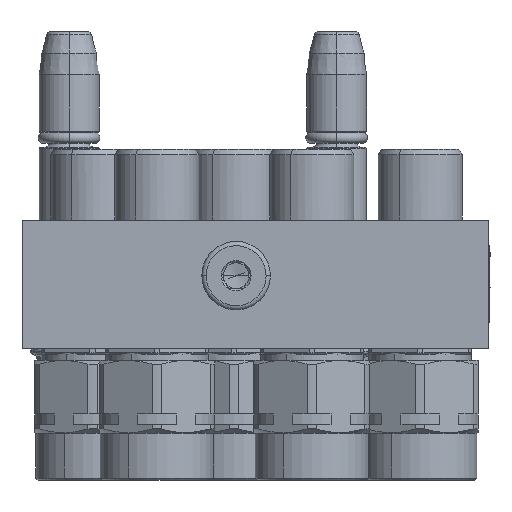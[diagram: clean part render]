
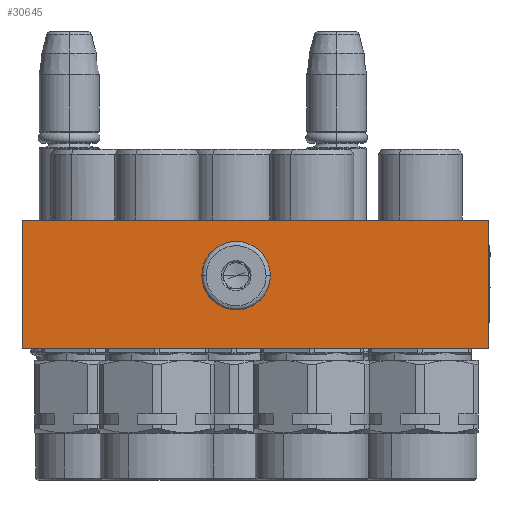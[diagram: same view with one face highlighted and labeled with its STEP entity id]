
A CAD part, front view. The second image highlights one B-rep face of the part: STEP entity #30645.
In plain terms, the highlighted face is planar.
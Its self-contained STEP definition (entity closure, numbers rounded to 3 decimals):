
#316 = CARTESIAN_POINT ( 'NONE',  ( -7.707, 17.175, -50. ) ) ;
#2452 = ORIENTED_EDGE ( 'NONE', *, *, #38084, .T. ) ;
#2465 = FACE_BOUND ( 'NONE', #4050, .T. ) ;
#2638 = ORIENTED_EDGE ( 'NONE', *, *, #4869, .T. ) ;
#2771 = CARTESIAN_POINT ( 'NONE',  ( -0.325, 9.793, -50. ) ) ;
#2856 = CARTESIAN_POINT ( 'NONE',  ( -9.72, 13., -50. ) ) ;
#4050 = EDGE_LOOP ( 'NONE', ( #42220, #2452, #44151 ) ) ;
#4489 = CARTESIAN_POINT ( 'NONE',  ( 0.454, 14.681, -50. ) ) ;
#4869 = EDGE_CURVE ( 'NONE', #5350, #29837, #54892, .T. ) ;
#4893 = CARTESIAN_POINT ( 'NONE',  ( -8.675, 16.207, -50. ) ) ;
#5350 = VERTEX_POINT ( 'NONE', #43305 ) ;
#5844 = DIRECTION ( 'NONE',  ( -1., 0., 0. ) ) ;
#5994 = CARTESIAN_POINT ( 'NONE',  ( 54.5, 0., -50. ) ) ;
#6050 = CARTESIAN_POINT ( 'NONE',  ( 54.5, 0., -50. ) ) ;
#6382 = CARTESIAN_POINT ( 'NONE',  ( -4.5, 7.78, -50. ) ) ;
#6444 = B_SPLINE_CURVE_WITH_KNOTS ( 'NONE', 3,
 ( #6382, #50618, #51958, #42360, #34108, #2771, #51387, #47085, #37873, #20305, #20696, #51761, #7148, #42917 ),
 .UNSPECIFIED., .F., .F.,
 ( 4, 2, 2, 2, 2, 2, 4 ),
 ( 0.5, 0.625, 0.75, 0.875, 0.906, 0.938, 1. ),
 .UNSPECIFIED. ) ;
#7148 = CARTESIAN_POINT ( 'NONE',  ( 0.719, 12.654, -50. ) ) ;
#7867 = LINE ( 'NONE', #22820, #44424 ) ;
#8646 = CARTESIAN_POINT ( 'NONE',  ( -9.686, 13.685, -50. ) ) ;
#8830 = CARTESIAN_POINT ( 'NONE',  ( 0.678, 13.683, -50. ) ) ;
#9017 = CARTESIAN_POINT ( 'NONE',  ( -3.135, 18.085, -50. ) ) ;
#9791 = VERTEX_POINT ( 'NONE', #45367 ) ;
#10033 = EDGE_CURVE ( 'NONE', #5350, #27491, #44437, .T. ) ;
#12529 = CARTESIAN_POINT ( 'NONE',  ( -9.72, 13., -50. ) ) ;
#12941 = CARTESIAN_POINT ( 'NONE',  ( -9.388, 14.84, -50. ) ) ;
#13727 = CARTESIAN_POINT ( 'NONE',  ( -1.87, 17.56, -50. ) ) ;
#14152 = LINE ( 'NONE', #27558, #20463 ) ;
#15470 = VECTOR ( 'NONE', #5844, 1000. ) ;
#17056 = CARTESIAN_POINT ( 'NONE',  ( -9.711, 12.656, -50. ) ) ;
#17124 = EDGE_CURVE ( 'NONE', #27491, #9791, #7867, .T. ) ;
#17860 = CARTESIAN_POINT ( 'NONE',  ( 0.553, 14.354, -50. ) ) ;
#18051 = CARTESIAN_POINT ( 'NONE',  ( -0.325, 16.207, -50. ) ) ;
#18258 = CARTESIAN_POINT ( 'NONE',  ( -3.815, 18.22, -50. ) ) ;
#18798 = CARTESIAN_POINT ( 'NONE',  ( -9.72, 13., -50. ) ) ;
#20305 = CARTESIAN_POINT ( 'NONE',  ( 0.545, 11.647, -50. ) ) ;
#20463 = VECTOR ( 'NONE', #51128, 1000. ) ;
#20476 = CARTESIAN_POINT ( 'NONE',  ( 54.5, 0., -50. ) ) ;
#20696 = CARTESIAN_POINT ( 'NONE',  ( 0.586, 11.815, -50. ) ) ;
#21569 = VERTEX_POINT ( 'NONE', #23931 ) ;
#22013 = CARTESIAN_POINT ( 'NONE',  ( -5.865, 18.084, -50. ) ) ;
#22820 = CARTESIAN_POINT ( 'NONE',  ( 54.5, 30., -50. ) ) ;
#23931 = CARTESIAN_POINT ( 'NONE',  ( -4.5, 7.78, -50. ) ) ;
#24356 = CARTESIAN_POINT ( 'NONE',  ( 54.5, 30., -50. ) ) ;
#25539 = CARTESIAN_POINT ( 'NONE',  ( -9.653, 12.15, -50. ) ) ;
#25932 = CARTESIAN_POINT ( 'NONE',  ( -9.553, 11.646, -50. ) ) ;
#26324 = CARTESIAN_POINT ( 'NONE',  ( -8.675, 9.793, -50. ) ) ;
#26552 = CARTESIAN_POINT ( 'NONE',  ( -9.545, 14.353, -50. ) ) ;
#26777 = VECTOR ( 'NONE', #32588, 1000. ) ;
#26945 = CARTESIAN_POINT ( 'NONE',  ( 0.72, 13., -50. ) ) ;
#27491 = VERTEX_POINT ( 'NONE', #24356 ) ;
#27558 = CARTESIAN_POINT ( 'NONE',  ( -54.5, 0., -50. ) ) ;
#29563 = DIRECTION ( 'NONE',  ( -1., 0., 0. ) ) ;
#29837 = VERTEX_POINT ( 'NONE', #47469 ) ;
#30645 = ADVANCED_FACE ( 'NONE', ( #2465, #56740 ), #47431, .T. ) ;
#30792 = ORIENTED_EDGE ( 'NONE', *, *, #50251, .T. ) ;
#32588 = DIRECTION ( 'NONE',  ( 0., 1., 0. ) ) ;
#33674 = ORIENTED_EDGE ( 'NONE', *, *, #10033, .F. ) ;
#34108 = CARTESIAN_POINT ( 'NONE',  ( -1.293, 8.825, -50. ) ) ;
#34608 = CARTESIAN_POINT ( 'NONE',  ( -4.5, 7.78, -50. ) ) ;
#35824 = CARTESIAN_POINT ( 'NONE',  ( 0.72, 13.173, -50. ) ) ;
#36019 = CARTESIAN_POINT ( 'NONE',  ( -1.293, 17.175, -50. ) ) ;
#36023 = ORIENTED_EDGE ( 'NONE', *, *, #17124, .F. ) ;
#36061 = DIRECTION ( 'NONE',  ( -1., 0., 0. ) ) ;
#36413 = CARTESIAN_POINT ( 'NONE',  ( -9.061, 15.629, -50. ) ) ;
#37764 = CARTESIAN_POINT ( 'NONE',  ( -9.719, 13.346, -50. ) ) ;
#37873 = CARTESIAN_POINT ( 'NONE',  ( 0.446, 11.321, -50. ) ) ;
#38084 = EDGE_CURVE ( 'NONE', #21569, #47644, #6444, .T. ) ;
#38952 = CARTESIAN_POINT ( 'NONE',  ( 0.72, 13., -50. ) ) ;
#39139 = CARTESIAN_POINT ( 'NONE',  ( -9.678, 12.317, -50. ) ) ;
#40456 = AXIS2_PLACEMENT_3D ( 'NONE', #20476, #56505, #29563 ) ;
#40728 = CARTESIAN_POINT ( 'NONE',  ( 0.061, 15.63, -50. ) ) ;
#42220 = ORIENTED_EDGE ( 'NONE', *, *, #47667, .T. ) ;
#42225 = EDGE_CURVE ( 'NONE', #47644, #50628, #43375, .T. ) ;
#42360 = CARTESIAN_POINT ( 'NONE',  ( -1.87, 8.439, -50. ) ) ;
#42917 = CARTESIAN_POINT ( 'NONE',  ( 0.72, 13., -50. ) ) ;
#43305 = CARTESIAN_POINT ( 'NONE',  ( 54.5, 0., -50. ) ) ;
#43375 = B_SPLINE_CURVE_WITH_KNOTS ( 'NONE', 3,
 ( #26945, #35824, #44828, #8830, #45023, #17860, #4489, #40728, #18051, #36019, #13727, #9017, #18258, #53486, #22013, #54267, #316, #4893, #36413, #12941, #44441, #26552, #58035, #8646, #37764, #2856 ),
 .UNSPECIFIED., .F., .F.,
 ( 4, 2, 2, 2, 2, 2, 2, 2, 2, 2, 2, 2, 4 ),
 ( 0., 0.031, 0.062, 0.125, 0.25, 0.375, 0.5, 0.625, 0.75, 0.875, 0.906, 0.937, 1. ),
 .UNSPECIFIED. ) ;
#44151 = ORIENTED_EDGE ( 'NONE', *, *, #42225, .T. ) ;
#44424 = VECTOR ( 'NONE', #36061, 1000. ) ;
#44437 = LINE ( 'NONE', #5994, #26777 ) ;
#44441 = CARTESIAN_POINT ( 'NONE',  ( -9.446, 14.679, -50. ) ) ;
#44828 = CARTESIAN_POINT ( 'NONE',  ( 0.711, 13.344, -50. ) ) ;
#45023 = CARTESIAN_POINT ( 'NONE',  ( 0.653, 13.85, -50. ) ) ;
#45032 = EDGE_LOOP ( 'NONE', ( #30792, #36023, #33674, #2638 ) ) ;
#45367 = CARTESIAN_POINT ( 'NONE',  ( -54.5, 30., -50. ) ) ;
#47085 = CARTESIAN_POINT ( 'NONE',  ( 0.388, 11.16, -50. ) ) ;
#47431 = PLANE ( 'NONE',  #40456 ) ;
#47469 = CARTESIAN_POINT ( 'NONE',  ( -54.5, 0., -50. ) ) ;
#47644 = VERTEX_POINT ( 'NONE', #38952 ) ;
#47667 = EDGE_CURVE ( 'NONE', #50628, #21569, #56428, .T. ) ;
#47952 = CARTESIAN_POINT ( 'NONE',  ( -9.72, 12.827, -50. ) ) ;
#48140 = CARTESIAN_POINT ( 'NONE',  ( -7.13, 8.44, -50. ) ) ;
#50251 = EDGE_CURVE ( 'NONE', #29837, #9791, #14152, .T. ) ;
#50618 = CARTESIAN_POINT ( 'NONE',  ( -3.815, 7.78, -50. ) ) ;
#50628 = VERTEX_POINT ( 'NONE', #18798 ) ;
#51128 = DIRECTION ( 'NONE',  ( 0., 1., 0. ) ) ;
#51387 = CARTESIAN_POINT ( 'NONE',  ( 0.061, 10.371, -50. ) ) ;
#51761 = CARTESIAN_POINT ( 'NONE',  ( 0.686, 12.315, -50. ) ) ;
#51958 = CARTESIAN_POINT ( 'NONE',  ( -3.135, 7.916, -50. ) ) ;
#53256 = CARTESIAN_POINT ( 'NONE',  ( -9.061, 10.37, -50. ) ) ;
#53486 = CARTESIAN_POINT ( 'NONE',  ( -5.185, 18.22, -50. ) ) ;
#54267 = CARTESIAN_POINT ( 'NONE',  ( -7.13, 17.561, -50. ) ) ;
#54892 = LINE ( 'NONE', #6050, #15470 ) ;
#56428 = B_SPLINE_CURVE_WITH_KNOTS ( 'NONE', 3,
 ( #12529, #47952, #17056, #39139, #25539, #25932, #57218, #53256, #26324, #57025, #48140, #57411, #57805, #34608 ),
 .UNSPECIFIED., .F., .F.,
 ( 4, 2, 2, 2, 2, 2, 4 ),
 ( 0., 0.031, 0.063, 0.125, 0.25, 0.375, 0.5 ),
 .UNSPECIFIED. ) ;
#56505 = DIRECTION ( 'NONE',  ( 0., 0., -1. ) ) ;
#56740 = FACE_OUTER_BOUND ( 'NONE', #45032, .T. ) ;
#57025 = CARTESIAN_POINT ( 'NONE',  ( -7.707, 8.825, -50. ) ) ;
#57218 = CARTESIAN_POINT ( 'NONE',  ( -9.454, 11.319, -50. ) ) ;
#57411 = CARTESIAN_POINT ( 'NONE',  ( -5.865, 7.915, -50. ) ) ;
#57805 = CARTESIAN_POINT ( 'NONE',  ( -5.185, 7.78, -50. ) ) ;
#58035 = CARTESIAN_POINT ( 'NONE',  ( -9.586, 14.185, -50. ) ) ;
